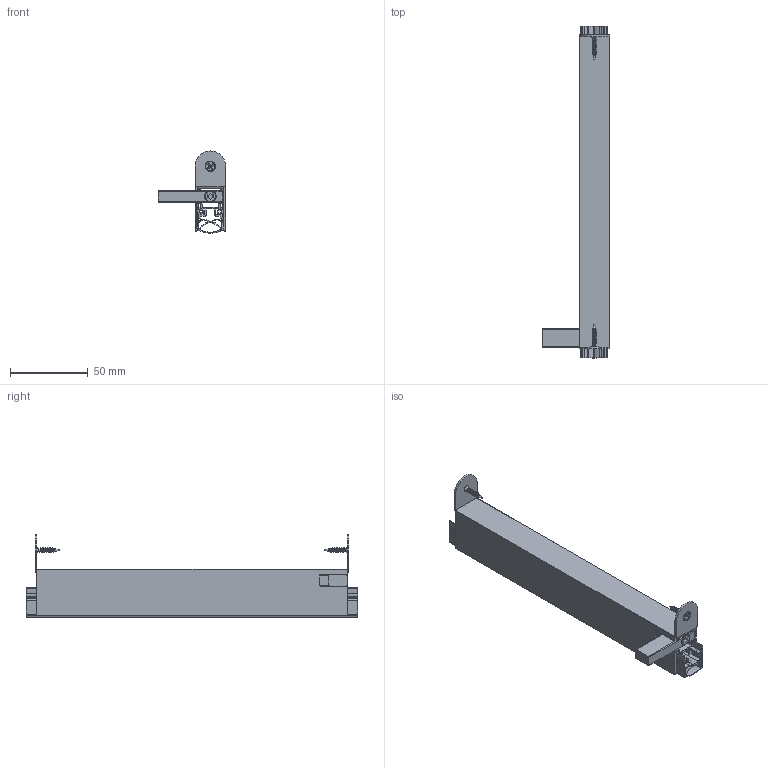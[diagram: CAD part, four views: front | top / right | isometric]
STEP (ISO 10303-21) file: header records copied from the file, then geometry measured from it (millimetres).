
FILE_DESCRIPTION(/* description */ ('Unknown'),/* implementation_level */ '2;1');
FILE_NAME(/* name */ '1-847_SchallEx-SlideM20WSZAR_3D',/* time_stamp */ '2021-06-07T17:24:56+02:00',/* author */ ('Unknown'),/* organization */ ('Unknown'),/* preprocessor_version */ 'ST-DEVELOPER v16.7',/* originating_system */ 'Solid Edge',/* authorisation */ 'Unknown');
FILE_SCHEMA (('AUTOMOTIVE_DESIGN {1 0 10303 214 3 1 1}'));
Length unit declared in the file: millimetre
Products named in the file (12): 29107_Bodendichtung; 29112_Aussenprofil; AP_533_200; 28795_Silikonprofil_Schall-Ex_Ultra; AJ_353; ISK_M4x50; 21890_Befestigungsschraube; AW_076; 29108_Etikett_3D__Schall-Ex_Slide_M-20_WS_ZAR; 26541_Etikett_Athmer_klein_kurz; 31110_Athmer_Logo__ab_2021_; 29109_Text__Schall-Ex_Slide_M-20_WS_ZA-R
Assembly tree (13 placements, depth 3):
  29107_Bodendichtung
    29112_Aussenprofil
    AP_533_200
    28795_Silikonprofil_Schall-Ex_Ultra
    AJ_353
    ISK_M4x50
    21890_Befestigungsschraube  x2
    AW_076  x2
    29108_Etikett_3D__Schall-Ex_Slide_M-20_WS_ZAR
      26541_Etikett_Athmer_klein_kurz
      31110_Athmer_Logo__ab_2021_
      29109_Text__Schall-Ex_Slide_M-20_WS_ZA-R
Bounding box: 43.73 x 214 x 52.89 mm (x, y, z)
Volume: 51893.7 mm3; surface area: 101146.9 mm2
Topology: 40 solids, 40 shells, 894 faces, 2347 edges, 1544 vertices
Faces by surface type: plane 531, cylinder 226, bspline 108, cone 15, torus 12, sphere 2
Full cylindrical faces by diameter (mm): 1.003 x2, 4 x1, 4.5 x1, 6.132 x2, 7 x1
Entity records: 28942 total; most frequent: CARTESIAN_POINT 9921, ORIENTED_EDGE 4082, DIRECTION 3369, EDGE_CURVE 2041, VERTEX_POINT 1359, LINE 1171, VECTOR 1171, AXIS2_PLACEMENT_3D 1099
